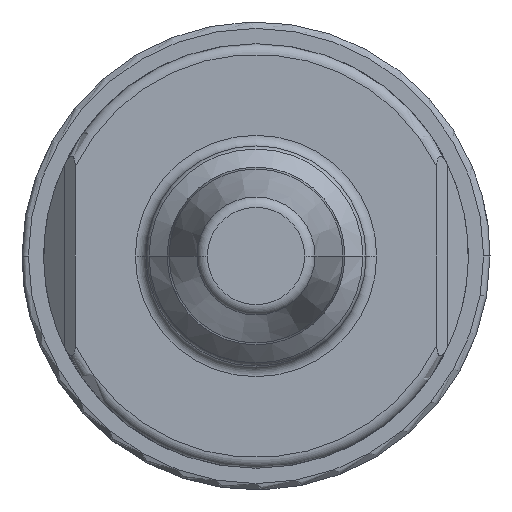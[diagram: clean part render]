
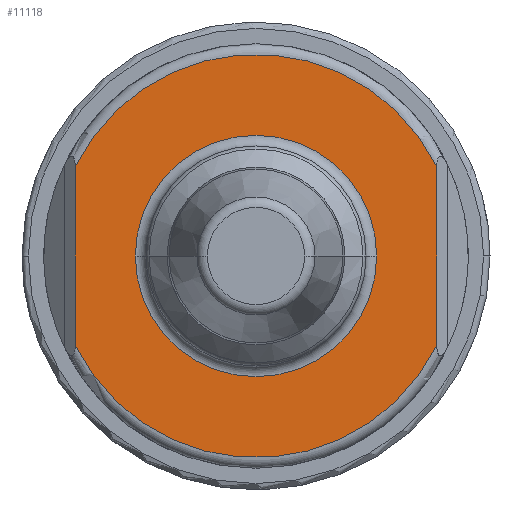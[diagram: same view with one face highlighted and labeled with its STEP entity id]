
A CAD part, left-side view. The second image highlights one B-rep face of the part: STEP entity #11118.
In plain terms, the highlighted planar face has unit normal (-1, 0, 0).
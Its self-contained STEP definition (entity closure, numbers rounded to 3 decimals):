
#86 = VECTOR ( 'NONE', #3481, 1000. ) ;
#380 = ORIENTED_EDGE ( 'NONE', *, *, #10256, .T. ) ;
#428 = FACE_OUTER_BOUND ( 'NONE', #7533, .T. ) ;
#934 = CARTESIAN_POINT ( 'NONE',  ( -20.254, 0., 0. ) ) ;
#1286 = VERTEX_POINT ( 'NONE', #9934 ) ;
#1408 = FACE_BOUND ( 'NONE', #1934, .T. ) ;
#1934 = EDGE_LOOP ( 'NONE', ( #11387, #11171 ) ) ;
#2104 = CARTESIAN_POINT ( 'NONE',  ( -20.254, -8.5, -4.198 ) ) ;
#2183 = ORIENTED_EDGE ( 'NONE', *, *, #5539, .T. ) ;
#2507 = CARTESIAN_POINT ( 'NONE',  ( -20.254, 8.5, -4.198 ) ) ;
#2596 = VECTOR ( 'NONE', #10194, 1000. ) ;
#2946 = AXIS2_PLACEMENT_3D ( 'NONE', #934, #4945, #5076 ) ;
#3004 = EDGE_CURVE ( 'NONE', #9514, #1286, #4099, .T. ) ;
#3245 = AXIS2_PLACEMENT_3D ( 'NONE', #3510, #4569, #8418 ) ;
#3481 = DIRECTION ( 'NONE',  ( 0., 0., -1. ) ) ;
#3510 = CARTESIAN_POINT ( 'NONE',  ( -20.254, 0., 0. ) ) ;
#4099 = LINE ( 'NONE', #6159, #2596 ) ;
#4494 = DIRECTION ( 'NONE',  ( 0., 0., -1. ) ) ;
#4569 = DIRECTION ( 'NONE',  ( 1., 0., 0. ) ) ;
#4945 = DIRECTION ( 'NONE',  ( 1., 0., 0. ) ) ;
#5076 = DIRECTION ( 'NONE',  ( 0., -1., 0. ) ) ;
#5140 = VERTEX_POINT ( 'NONE', #2507 ) ;
#5424 = CARTESIAN_POINT ( 'NONE',  ( -20.254, 8.5, 4.198 ) ) ;
#5429 = PLANE ( 'NONE',  #7173 ) ;
#5502 = DIRECTION ( 'NONE',  ( -1., 0., 0. ) ) ;
#5539 = EDGE_CURVE ( 'NONE', #1286, #10765, #9398, .T. ) ;
#5725 = DIRECTION ( 'NONE',  ( 0., -1., 0. ) ) ;
#6159 = CARTESIAN_POINT ( 'NONE',  ( -20.254, -8.5, 4.313 ) ) ;
#6507 = CARTESIAN_POINT ( 'NONE',  ( -20.254, 0., 0. ) ) ;
#7173 = AXIS2_PLACEMENT_3D ( 'NONE', #9471, #5502, #4494 ) ;
#7533 = EDGE_LOOP ( 'NONE', ( #12521, #2183, #7574, #380 ) ) ;
#7574 = ORIENTED_EDGE ( 'NONE', *, *, #9666, .T. ) ;
#8418 = DIRECTION ( 'NONE',  ( 0., -1., 0. ) ) ;
#8556 = AXIS2_PLACEMENT_3D ( 'NONE', #9696, #12785, #5725 ) ;
#8655 = LINE ( 'NONE', #11680, #86 ) ;
#8688 = CARTESIAN_POINT ( 'NONE',  ( -20.254, -5.675, 0. ) ) ;
#9085 = CIRCLE ( 'NONE', #2946, 5.675 ) ;
#9162 = CIRCLE ( 'NONE', #11258, 9.48 ) ;
#9398 = CIRCLE ( 'NONE', #8556, 9.48 ) ;
#9449 = VERTEX_POINT ( 'NONE', #8688 ) ;
#9471 = CARTESIAN_POINT ( 'NONE',  ( -20.254, 0., 0. ) ) ;
#9514 = VERTEX_POINT ( 'NONE', #2104 ) ;
#9541 = DIRECTION ( 'NONE',  ( -1., 0., 0. ) ) ;
#9666 = EDGE_CURVE ( 'NONE', #10765, #5140, #8655, .T. ) ;
#9696 = CARTESIAN_POINT ( 'NONE',  ( -20.254, 0., 0. ) ) ;
#9934 = CARTESIAN_POINT ( 'NONE',  ( -20.254, -8.5, 4.198 ) ) ;
#10018 = VERTEX_POINT ( 'NONE', #12588 ) ;
#10194 = DIRECTION ( 'NONE',  ( 0., 0., 1. ) ) ;
#10256 = EDGE_CURVE ( 'NONE', #5140, #9514, #9162, .T. ) ;
#10335 = EDGE_CURVE ( 'NONE', #9449, #10018, #10447, .T. ) ;
#10447 = CIRCLE ( 'NONE', #3245, 5.675 ) ;
#10765 = VERTEX_POINT ( 'NONE', #5424 ) ;
#11118 = ADVANCED_FACE ( 'NONE', ( #1408, #428 ), #5429, .T. ) ;
#11171 = ORIENTED_EDGE ( 'NONE', *, *, #11357, .T. ) ;
#11258 = AXIS2_PLACEMENT_3D ( 'NONE', #6507, #9541, #11384 ) ;
#11357 = EDGE_CURVE ( 'NONE', #10018, #9449, #9085, .T. ) ;
#11384 = DIRECTION ( 'NONE',  ( 0., -1., 0. ) ) ;
#11387 = ORIENTED_EDGE ( 'NONE', *, *, #10335, .T. ) ;
#11680 = CARTESIAN_POINT ( 'NONE',  ( -20.254, 8.5, 0. ) ) ;
#12521 = ORIENTED_EDGE ( 'NONE', *, *, #3004, .T. ) ;
#12588 = CARTESIAN_POINT ( 'NONE',  ( -20.254, 5.675, 0. ) ) ;
#12785 = DIRECTION ( 'NONE',  ( -1., 0., 0. ) ) ;
